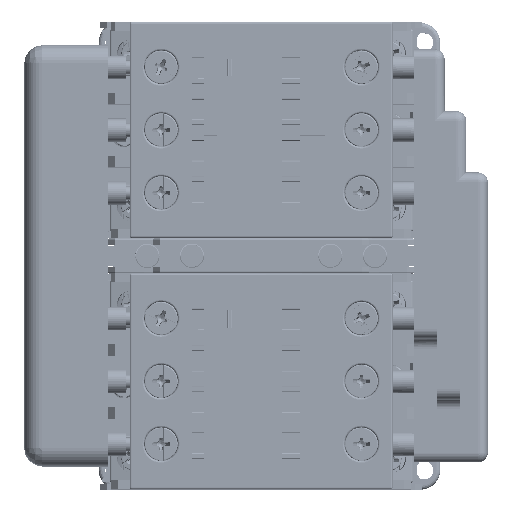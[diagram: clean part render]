
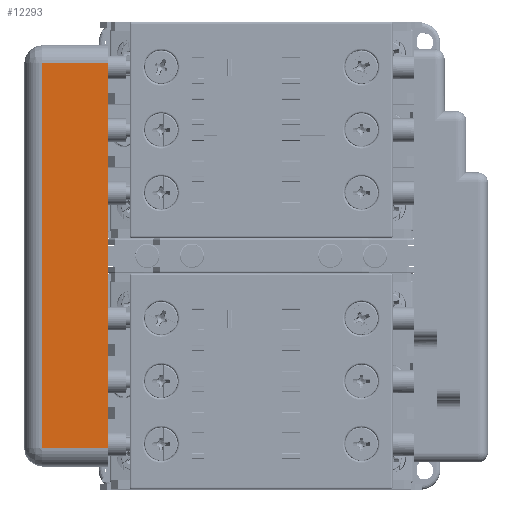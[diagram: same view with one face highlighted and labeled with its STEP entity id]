
A CAD part, top view. The second image highlights one B-rep face of the part: STEP entity #12293.
In plain terms, the highlighted planar face has unit normal (0, 0, 1).
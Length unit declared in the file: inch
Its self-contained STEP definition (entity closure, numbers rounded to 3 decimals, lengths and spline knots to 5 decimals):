
#11159=CARTESIAN_POINT('',(-1.00188,1.14184,2.24215));
#11160=VERTEX_POINT('',#11159);
#11175=CARTESIAN_POINT('',(-1.00188,1.43711,2.24215));
#11176=VERTEX_POINT('',#11175);
#11184=CARTESIAN_POINT('',(-1.00188,1.14184,2.24215));
#11185=DIRECTION('',(0.0,1.0,0.0));
#11186=VECTOR('',#11185,0.29528);
#11187=LINE('',#11184,#11186);
#11188=EDGE_CURVE('',#11160,#11176,#11187,.T.);
#11211=CARTESIAN_POINT('',(-1.00188,1.02373,2.24215));
#11212=VERTEX_POINT('',#11211);
#11219=CARTESIAN_POINT('',(-1.00188,0.51191,2.24215));
#11220=VERTEX_POINT('',#11219);
#11221=CARTESIAN_POINT('',(-1.00188,0.51191,2.24215));
#11222=DIRECTION('',(0.0,1.0,0.0));
#11223=VECTOR('',#11222,0.51181);
#11224=LINE('',#11221,#11223);
#11225=EDGE_CURVE('',#11220,#11212,#11224,.T.);
#11262=CARTESIAN_POINT('',(-1.00188,-2.12588,2.24215));
#11263=VERTEX_POINT('',#11262);
#11270=CARTESIAN_POINT('',(-1.00188,-2.42116,2.24215));
#11271=VERTEX_POINT('',#11270);
#11272=CARTESIAN_POINT('',(-1.00188,-2.42116,2.24215));
#11273=DIRECTION('',(0.0,1.0,0.0));
#11274=VECTOR('',#11273,0.29528);
#11275=LINE('',#11272,#11274);
#11276=EDGE_CURVE('',#11271,#11263,#11275,.T.);
#11314=CARTESIAN_POINT('',(-1.00188,-1.37785,2.24215));
#11315=VERTEX_POINT('',#11314);
#11330=CARTESIAN_POINT('',(-1.00188,0.3938,2.24215));
#11331=VERTEX_POINT('',#11330);
#11338=CARTESIAN_POINT('',(-1.00188,-1.37785,2.24215));
#11339=DIRECTION('',(0.0,1.0,0.0));
#11340=VECTOR('',#11339,1.77165);
#11341=LINE('',#11338,#11340);
#11342=EDGE_CURVE('',#11315,#11331,#11341,.T.);
#11376=CARTESIAN_POINT('',(-1.00188,-1.49596,2.24215));
#11377=VERTEX_POINT('',#11376);
#11384=CARTESIAN_POINT('',(-1.00188,-2.00777,2.24215));
#11385=VERTEX_POINT('',#11384);
#11386=CARTESIAN_POINT('',(-1.00188,-2.00777,2.24215));
#11387=DIRECTION('',(0.0,1.0,0.0));
#11388=VECTOR('',#11387,0.51181);
#11389=LINE('',#11386,#11388);
#11390=EDGE_CURVE('',#11385,#11377,#11389,.T.);
#12039=CARTESIAN_POINT('',(-1.65938,1.43711,2.24215));
#12040=VERTEX_POINT('',#12039);
#12119=CARTESIAN_POINT('',(-1.65938,-2.42116,2.24215));
#12120=VERTEX_POINT('',#12119);
#12161=CARTESIAN_POINT('',(-1.65938,-2.42116,2.24215));
#12162=DIRECTION('',(0.0,1.0,0.0));
#12163=VECTOR('',#12162,3.85827);
#12164=LINE('',#12161,#12163);
#12165=EDGE_CURVE('',#12120,#12040,#12164,.T.);
#12183=CARTESIAN_POINT('',(-1.65938,-2.42116,2.24215));
#12184=DIRECTION('',(1.0,0.0,0.0));
#12185=VECTOR('',#12184,0.6575);
#12186=LINE('',#12183,#12185);
#12187=EDGE_CURVE('',#12120,#11271,#12186,.T.);
#12249=CARTESIAN_POINT('',(-1.84188,-2.42116,2.24215));
#12250=DIRECTION('',(0.0,0.0,1.0));
#12251=DIRECTION('',(-1.0,0.0,0.0));
#12252=AXIS2_PLACEMENT_3D('',#12249,#12250,#12251);
#12253=PLANE('',#12252);
#12254=ORIENTED_EDGE('',*,*,#12165,.F.);
#12255=ORIENTED_EDGE('',*,*,#12187,.T.);
#12256=ORIENTED_EDGE('',*,*,#11276,.T.);
#12257=CARTESIAN_POINT('',(-1.00188,-2.00777,2.24215));
#12258=DIRECTION('',(0.0,-1.0,0.0));
#12259=VECTOR('',#12258,0.11811);
#12260=LINE('',#12257,#12259);
#12261=EDGE_CURVE('',#11385,#11263,#12260,.T.);
#12262=ORIENTED_EDGE('',*,*,#12261,.F.);
#12263=ORIENTED_EDGE('',*,*,#11390,.T.);
#12264=CARTESIAN_POINT('',(-1.00188,-1.37785,2.24215));
#12265=DIRECTION('',(0.0,-1.0,0.0));
#12266=VECTOR('',#12265,0.11811);
#12267=LINE('',#12264,#12266);
#12268=EDGE_CURVE('',#11315,#11377,#12267,.T.);
#12269=ORIENTED_EDGE('',*,*,#12268,.F.);
#12270=ORIENTED_EDGE('',*,*,#11342,.T.);
#12271=CARTESIAN_POINT('',(-1.00188,0.51191,2.24215));
#12272=DIRECTION('',(0.0,-1.0,0.0));
#12273=VECTOR('',#12272,0.11811);
#12274=LINE('',#12271,#12273);
#12275=EDGE_CURVE('',#11220,#11331,#12274,.T.);
#12276=ORIENTED_EDGE('',*,*,#12275,.F.);
#12277=ORIENTED_EDGE('',*,*,#11225,.T.);
#12278=CARTESIAN_POINT('',(-1.00188,1.14184,2.24215));
#12279=DIRECTION('',(0.0,-1.0,0.0));
#12280=VECTOR('',#12279,0.11811);
#12281=LINE('',#12278,#12280);
#12282=EDGE_CURVE('',#11160,#11212,#12281,.T.);
#12283=ORIENTED_EDGE('',*,*,#12282,.F.);
#12284=ORIENTED_EDGE('',*,*,#11188,.T.);
#12285=CARTESIAN_POINT('',(-1.65938,1.43711,2.24215));
#12286=DIRECTION('',(1.0,0.0,0.0));
#12287=VECTOR('',#12286,0.6575);
#12288=LINE('',#12285,#12287);
#12289=EDGE_CURVE('',#12040,#11176,#12288,.T.);
#12290=ORIENTED_EDGE('',*,*,#12289,.F.);
#12291=EDGE_LOOP('',(#12254,#12255,#12256,#12262,#12263,#12269,#12270,#12276,#12277,#12283,#12284,#12290));
#12292=FACE_OUTER_BOUND('',#12291,.T.);
#12293=ADVANCED_FACE('',(#12292),#12253,.T.);
